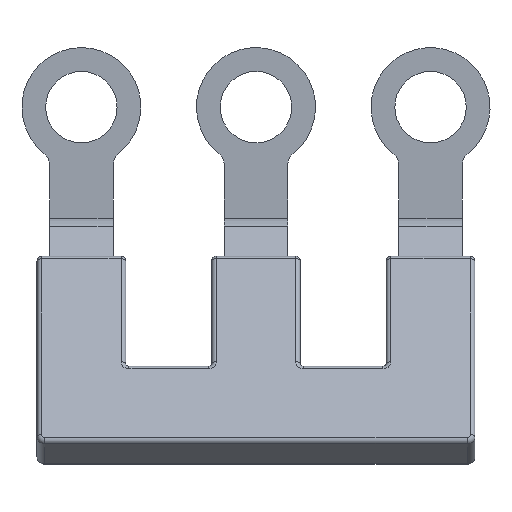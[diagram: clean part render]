
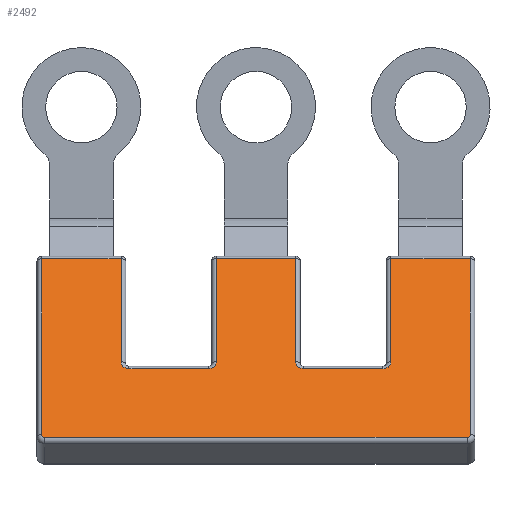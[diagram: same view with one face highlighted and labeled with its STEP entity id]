
A CAD part, front view. The second image highlights one B-rep face of the part: STEP entity #2492.
In plain terms, the highlighted planar face has unit normal (0, -0.866, 0.5).
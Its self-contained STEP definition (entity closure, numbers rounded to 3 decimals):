
#49 = CARTESIAN_POINT ( 'NONE',  ( -9.291, -3.313, -7.024 ) ) ;
#116 = LINE ( 'NONE', #4961, #5696 ) ;
#117 = CIRCLE ( 'NONE', #3807, 0.5 ) ;
#156 = VERTEX_POINT ( 'NONE', #4878 ) ;
#211 = DIRECTION ( 'NONE',  ( 1., 0., 0. ) ) ;
#228 = VERTEX_POINT ( 'NONE', #4352 ) ;
#231 = ORIENTED_EDGE ( 'NONE', *, *, #3005, .T. ) ;
#286 = CARTESIAN_POINT ( 'NONE',  ( -14.791, -3.063, -6.591 ) ) ;
#313 = CARTESIAN_POINT ( 'NONE',  ( 2.209, -3.063, -6.591 ) ) ;
#373 = ORIENTED_EDGE ( 'NONE', *, *, #3718, .T. ) ;
#406 = VECTOR ( 'NONE', #5577, 1000. ) ;
#418 = CARTESIAN_POINT ( 'NONE',  ( 1.709, -3.063, -6.591 ) ) ;
#444 = EDGE_CURVE ( 'NONE', #2486, #2086, #2442, .T. ) ;
#449 = DIRECTION ( 'NONE',  ( -1., 0., 0. ) ) ;
#460 = CARTESIAN_POINT ( 'NONE',  ( -3.791, 0.687, -0.096 ) ) ;
#485 = VERTEX_POINT ( 'NONE', #1589 ) ;
#492 = ORIENTED_EDGE ( 'NONE', *, *, #2559, .T. ) ;
#552 = ORIENTED_EDGE ( 'NONE', *, *, #4653, .T. ) ;
#576 = LINE ( 'NONE', #286, #2809 ) ;
#650 = CARTESIAN_POINT ( 'NONE',  ( -9.291, 0.687, -0.096 ) ) ;
#703 = CARTESIAN_POINT ( 'NONE',  ( -9.291, 0.687, -0.096 ) ) ;
#707 = VERTEX_POINT ( 'NONE', #460 ) ;
#814 = CIRCLE ( 'NONE', #5447, 0.5 ) ;
#890 = CARTESIAN_POINT ( 'NONE',  ( 1.709, -3.313, -7.024 ) ) ;
#928 = EDGE_CURVE ( 'NONE', #3852, #3506, #814, .T. ) ;
#954 = EDGE_CURVE ( 'NONE', #1191, #707, #5102, .T. ) ;
#977 = DIRECTION ( 'NONE',  ( 0., -0.5, -0.866 ) ) ;
#1001 = CARTESIAN_POINT ( 'NONE',  ( -8.791, -3.063, -6.591 ) ) ;
#1024 = VECTOR ( 'NONE', #5101, 1000. ) ;
#1034 = CARTESIAN_POINT ( 'NONE',  ( 7.009, -5.713, -11.181 ) ) ;
#1056 = AXIS2_PLACEMENT_3D ( 'NONE', #2455, #5517, #2883 ) ;
#1115 = EDGE_CURVE ( 'NONE', #1729, #4430, #2152, .T. ) ;
#1135 = VERTEX_POINT ( 'NONE', #3083 ) ;
#1164 = LINE ( 'NONE', #2900, #1024 ) ;
#1191 = VERTEX_POINT ( 'NONE', #2772 ) ;
#1266 = VERTEX_POINT ( 'NONE', #4313 ) ;
#1309 = CARTESIAN_POINT ( 'NONE',  ( 1.709, 0.687, -0.096 ) ) ;
#1327 = VECTOR ( 'NONE', #977, 1000. ) ;
#1350 = VERTEX_POINT ( 'NONE', #2516 ) ;
#1389 = ORIENTED_EDGE ( 'NONE', *, *, #4201, .T. ) ;
#1457 = DIRECTION ( 'NONE',  ( 0., 0.5, 0.866 ) ) ;
#1479 = DIRECTION ( 'NONE',  ( 1., 0., 0. ) ) ;
#1490 = EDGE_CURVE ( 'NONE', #4701, #1602, #117, .T. ) ;
#1493 = LINE ( 'NONE', #650, #2532 ) ;
#1520 = VECTOR ( 'NONE', #4353, 1000. ) ;
#1553 = CARTESIAN_POINT ( 'NONE',  ( -19.791, 0.687, -0.096 ) ) ;
#1589 = CARTESIAN_POINT ( 'NONE',  ( -8.791, 0.687, -0.096 ) ) ;
#1599 = CARTESIAN_POINT ( 'NONE',  ( -3.291, -3.063, -6.591 ) ) ;
#1602 = VERTEX_POINT ( 'NONE', #1682 ) ;
#1682 = CARTESIAN_POINT ( 'NONE',  ( -9.291, -3.313, -7.024 ) ) ;
#1702 = EDGE_CURVE ( 'NONE', #3937, #1266, #3670, .T. ) ;
#1708 = LINE ( 'NONE', #49, #3901 ) ;
#1729 = VERTEX_POINT ( 'NONE', #5245 ) ;
#1739 = DIRECTION ( 'NONE',  ( -1., 0., 0. ) ) ;
#1754 = ORIENTED_EDGE ( 'NONE', *, *, #954, .T. ) ;
#1805 = ORIENTED_EDGE ( 'NONE', *, *, #1115, .T. ) ;
#1878 = AXIS2_PLACEMENT_3D ( 'NONE', #1034, #4103, #1479 ) ;
#1927 = PLANE ( 'NONE',  #3523 ) ;
#1947 = ORIENTED_EDGE ( 'NONE', *, *, #2523, .T. ) ;
#1958 = EDGE_CURVE ( 'NONE', #1266, #3852, #4787, .T. ) ;
#1999 = DIRECTION ( 'NONE',  ( 0., 0.866, -0.5 ) ) ;
#2029 = DIRECTION ( 'NONE',  ( 1., 0., 0. ) ) ;
#2052 = LINE ( 'NONE', #5176, #5304 ) ;
#2086 = VERTEX_POINT ( 'NONE', #1553 ) ;
#2152 = LINE ( 'NONE', #2292, #3313 ) ;
#2246 = CARTESIAN_POINT ( 'NONE',  ( 7.009, -5.813, -11.354 ) ) ;
#2257 = FACE_OUTER_BOUND ( 'NONE', #4550, .T. ) ;
#2292 = CARTESIAN_POINT ( 'NONE',  ( -9.291, -5.813, -11.354 ) ) ;
#2367 = DIRECTION ( 'NONE',  ( 0., 0.866, -0.5 ) ) ;
#2434 = VECTOR ( 'NONE', #2928, 1000. ) ;
#2441 = ORIENTED_EDGE ( 'NONE', *, *, #928, .T. ) ;
#2442 = LINE ( 'NONE', #703, #2434 ) ;
#2455 = CARTESIAN_POINT ( 'NONE',  ( -19.591, -5.713, -11.181 ) ) ;
#2486 = VERTEX_POINT ( 'NONE', #2788 ) ;
#2492 = ADVANCED_FACE ( 'NONE', ( #2257 ), #1927, .F. ) ;
#2516 = CARTESIAN_POINT ( 'NONE',  ( 7.209, -5.713, -11.181 ) ) ;
#2523 = EDGE_CURVE ( 'NONE', #1135, #228, #3756, .T. ) ;
#2532 = VECTOR ( 'NONE', #5046, 1000. ) ;
#2559 = EDGE_CURVE ( 'NONE', #156, #1729, #5550, .T. ) ;
#2614 = CARTESIAN_POINT ( 'NONE',  ( -3.791, -3.063, -6.591 ) ) ;
#2772 = CARTESIAN_POINT ( 'NONE',  ( -3.791, -3.063, -6.591 ) ) ;
#2788 = CARTESIAN_POINT ( 'NONE',  ( -14.791, 0.687, -0.096 ) ) ;
#2809 = VECTOR ( 'NONE', #4249, 1000. ) ;
#2842 = ORIENTED_EDGE ( 'NONE', *, *, #444, .T. ) ;
#2849 = DIRECTION ( 'NONE',  ( 0., 0.866, -0.5 ) ) ;
#2883 = DIRECTION ( 'NONE',  ( 1., 0., 0. ) ) ;
#2900 = CARTESIAN_POINT ( 'NONE',  ( -19.791, -3.063, -6.591 ) ) ;
#2928 = DIRECTION ( 'NONE',  ( -1., 0., 0. ) ) ;
#3005 = EDGE_CURVE ( 'NONE', #485, #4701, #3637, .T. ) ;
#3022 = DIRECTION ( 'NONE',  ( 0., 0.866, -0.5 ) ) ;
#3041 = DIRECTION ( 'NONE',  ( 1., 0., 0. ) ) ;
#3083 = CARTESIAN_POINT ( 'NONE',  ( -14.291, -3.313, -7.024 ) ) ;
#3137 = CARTESIAN_POINT ( 'NONE',  ( -8.791, -3.063, -6.591 ) ) ;
#3313 = VECTOR ( 'NONE', #4942, 1000. ) ;
#3410 = EDGE_CURVE ( 'NONE', #3506, #5458, #2052, .T. ) ;
#3506 = VERTEX_POINT ( 'NONE', #890 ) ;
#3518 = ORIENTED_EDGE ( 'NONE', *, *, #3749, .T. ) ;
#3523 = AXIS2_PLACEMENT_3D ( 'NONE', #5008, #2367, #5445 ) ;
#3637 = LINE ( 'NONE', #3137, #1327 ) ;
#3670 = LINE ( 'NONE', #1309, #4585 ) ;
#3704 = ORIENTED_EDGE ( 'NONE', *, *, #3410, .T. ) ;
#3718 = EDGE_CURVE ( 'NONE', #1350, #3937, #116, .T. ) ;
#3737 = CARTESIAN_POINT ( 'NONE',  ( 2.209, -3.063, -6.591 ) ) ;
#3749 = EDGE_CURVE ( 'NONE', #4430, #1350, #4520, .T. ) ;
#3756 = CIRCLE ( 'NONE', #4708, 0.5 ) ;
#3793 = ORIENTED_EDGE ( 'NONE', *, *, #1958, .T. ) ;
#3807 = AXIS2_PLACEMENT_3D ( 'NONE', #4645, #1999, #5092 ) ;
#3852 = VERTEX_POINT ( 'NONE', #3737 ) ;
#3853 = ORIENTED_EDGE ( 'NONE', *, *, #1702, .T. ) ;
#3901 = VECTOR ( 'NONE', #449, 1000. ) ;
#3937 = VERTEX_POINT ( 'NONE', #4224 ) ;
#4103 = DIRECTION ( 'NONE',  ( 0., -0.866, 0.5 ) ) ;
#4160 = ORIENTED_EDGE ( 'NONE', *, *, #5691, .T. ) ;
#4201 = EDGE_CURVE ( 'NONE', #228, #2486, #576, .T. ) ;
#4224 = CARTESIAN_POINT ( 'NONE',  ( 7.209, 0.687, -0.096 ) ) ;
#4249 = DIRECTION ( 'NONE',  ( 0., 0.5, 0.866 ) ) ;
#4313 = CARTESIAN_POINT ( 'NONE',  ( 2.209, 0.687, -0.096 ) ) ;
#4352 = CARTESIAN_POINT ( 'NONE',  ( -14.791, -3.063, -6.591 ) ) ;
#4353 = DIRECTION ( 'NONE',  ( 0., 0.5, 0.866 ) ) ;
#4403 = CARTESIAN_POINT ( 'NONE',  ( -3.291, -3.313, -7.024 ) ) ;
#4430 = VERTEX_POINT ( 'NONE', #2246 ) ;
#4485 = ORIENTED_EDGE ( 'NONE', *, *, #1490, .T. ) ;
#4520 = CIRCLE ( 'NONE', #1878, 0.2 ) ;
#4534 = CIRCLE ( 'NONE', #5531, 0.5 ) ;
#4550 = EDGE_LOOP ( 'NONE', ( #231, #4485, #552, #1947, #1389, #2842, #5170, #492, #1805, #3518, #373, #3853, #3793, #2441, #3704, #5056, #1754, #4160 ) ) ;
#4585 = VECTOR ( 'NONE', #1739, 1000. ) ;
#4645 = CARTESIAN_POINT ( 'NONE',  ( -9.291, -3.063, -6.591 ) ) ;
#4653 = EDGE_CURVE ( 'NONE', #1602, #1135, #1708, .T. ) ;
#4676 = DIRECTION ( 'NONE',  ( 0., 0.866, -0.5 ) ) ;
#4701 = VERTEX_POINT ( 'NONE', #1001 ) ;
#4708 = AXIS2_PLACEMENT_3D ( 'NONE', #5483, #2849, #211 ) ;
#4738 = DIRECTION ( 'NONE',  ( -1., 0., 0. ) ) ;
#4787 = LINE ( 'NONE', #313, #406 ) ;
#4878 = CARTESIAN_POINT ( 'NONE',  ( -19.791, -5.713, -11.181 ) ) ;
#4942 = DIRECTION ( 'NONE',  ( 1., 0., 0. ) ) ;
#4961 = CARTESIAN_POINT ( 'NONE',  ( 7.209, -3.063, -6.591 ) ) ;
#5008 = CARTESIAN_POINT ( 'NONE',  ( -9.291, -3.063, -6.591 ) ) ;
#5011 = EDGE_CURVE ( 'NONE', #5458, #1191, #4534, .T. ) ;
#5023 = EDGE_CURVE ( 'NONE', #2086, #156, #1164, .T. ) ;
#5046 = DIRECTION ( 'NONE',  ( -1., 0., 0. ) ) ;
#5056 = ORIENTED_EDGE ( 'NONE', *, *, #5011, .T. ) ;
#5092 = DIRECTION ( 'NONE',  ( 1., 0., 0. ) ) ;
#5101 = DIRECTION ( 'NONE',  ( 0., -0.5, -0.866 ) ) ;
#5102 = LINE ( 'NONE', #2614, #1520 ) ;
#5170 = ORIENTED_EDGE ( 'NONE', *, *, #5023, .T. ) ;
#5176 = CARTESIAN_POINT ( 'NONE',  ( 1.709, -3.313, -7.024 ) ) ;
#5245 = CARTESIAN_POINT ( 'NONE',  ( -19.591, -5.813, -11.354 ) ) ;
#5304 = VECTOR ( 'NONE', #4738, 1000. ) ;
#5445 = DIRECTION ( 'NONE',  ( 1., 0., 0. ) ) ;
#5447 = AXIS2_PLACEMENT_3D ( 'NONE', #418, #3022, #3041 ) ;
#5458 = VERTEX_POINT ( 'NONE', #4403 ) ;
#5483 = CARTESIAN_POINT ( 'NONE',  ( -14.291, -3.063, -6.591 ) ) ;
#5517 = DIRECTION ( 'NONE',  ( 0., -0.866, 0.5 ) ) ;
#5531 = AXIS2_PLACEMENT_3D ( 'NONE', #1599, #4676, #2029 ) ;
#5550 = CIRCLE ( 'NONE', #1056, 0.2 ) ;
#5577 = DIRECTION ( 'NONE',  ( 0., -0.5, -0.866 ) ) ;
#5691 = EDGE_CURVE ( 'NONE', #707, #485, #1493, .T. ) ;
#5696 = VECTOR ( 'NONE', #1457, 1000. ) ;
